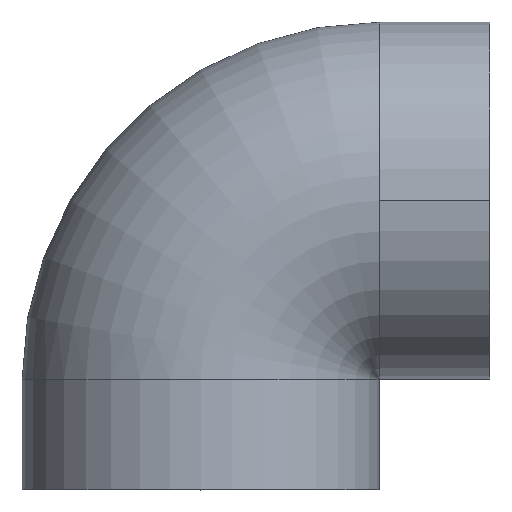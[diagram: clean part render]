
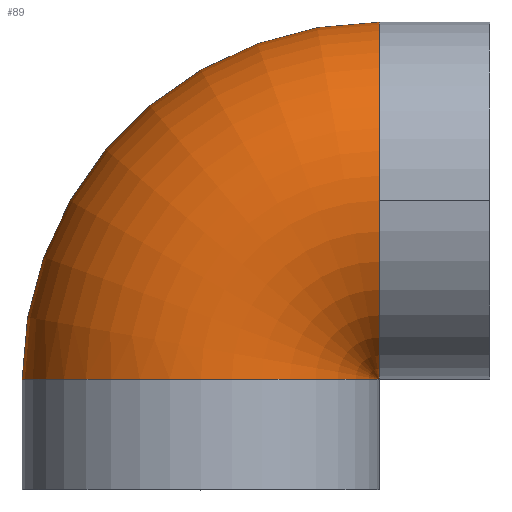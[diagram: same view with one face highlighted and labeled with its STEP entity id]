
A CAD part, top view. The second image highlights one B-rep face of the part: STEP entity #89.
In plain terms, the highlighted toroidal (fillet/blend) face has major radius 32.76 mm and minor radius 32.75 mm.
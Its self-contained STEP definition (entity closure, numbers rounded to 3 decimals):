
#89 = ADVANCED_FACE( '', ( #125 ), #126, .T. );
#125 = FACE_OUTER_BOUND( '', #165, .T. );
#126 = TOROIDAL_SURFACE( '', #166, 32.76, 32.75 );
#165 = EDGE_LOOP( '', ( #279, #280, #281, #282, #283, #284 ) );
#166 = AXIS2_PLACEMENT_3D( '', #285, #286, #287 );
#279 = ORIENTED_EDGE( '', *, *, #308, .T. );
#280 = ORIENTED_EDGE( '', *, *, #345, .F. );
#281 = ORIENTED_EDGE( '', *, *, #312, .T. );
#282 = ORIENTED_EDGE( '', *, *, #346, .F. );
#283 = ORIENTED_EDGE( '', *, *, #341, .T. );
#284 = ORIENTED_EDGE( '', *, *, #344, .T. );
#285 = CARTESIAN_POINT( '', ( 32.76, -4.8, 0. ) );
#286 = DIRECTION( '', ( 0., 0., 1. ) );
#287 = DIRECTION( '', ( 1., 0., 0. ) );
#308 = EDGE_CURVE( '', #348, #349, #350, .T. );
#312 = EDGE_CURVE( '', #357, #355, #358, .T. );
#341 = EDGE_CURVE( '', #406, #404, #407, .T. );
#344 = EDGE_CURVE( '', #404, #348, #410, .T. );
#345 = EDGE_CURVE( '', #357, #349, #411, .T. );
#346 = EDGE_CURVE( '', #406, #355, #412, .T. );
#348 = VERTEX_POINT( '', #414 );
#349 = VERTEX_POINT( '', #415 );
#350 = CIRCLE( '', #416, 65.51 );
#355 = VERTEX_POINT( '', #489 );
#357 = VERTEX_POINT( '', #491 );
#358 = CIRCLE( '', #492, 0.01 );
#404 = VERTEX_POINT( '', #806 );
#406 = VERTEX_POINT( '', #808 );
#407 = B_SPLINE_CURVE_WITH_KNOTS( '', 3, ( #809, #810, #811, #812 ), .UNSPECIFIED., .F., .F., ( 4, 4 ), ( -0.01, 0. ), .UNSPECIFIED. );
#410 = B_SPLINE_CURVE_WITH_KNOTS( '', 3, ( #815, #816, #817, #818, #819, #820, #821, #822, #823, #824, #825, #826, #827, #828, #829, #830, #831, #832, #833, #834, #835, #836, #837, #838, #839, #840, #841, #842, #843, #844, #845, #846, #847, #848, #849, #850, #851, #852, #853, #854, #855, #856, #857, #858, #859, #860, #861, #862, #863, #864, #865, #866, #867, #868, #869, #870, #871, #872, #873, #874, #875, #876, #877, #878, #879, #880 ), .UNSPECIFIED., .F., .F., ( 4, 2, 2, 2, 2, 2, 2, 2, 2, 2, 2, 2, 2, 2, 2, 2, 2, 2, 2, 2, 2, 2, 2, 2, 2, 2, 2, 2, 2, 2, 2, 2, 4 ), ( 48.51, 51.522, 54.553, 57.584, 60.616, 63.647, 66.678, 69.71, 72.741, 75.772, 78.804, 81.835, 84.866, 87.898, 90.929, 93.96, 96.992, 100.023, 103.054, 106.086, 109.117, 112.148, 115.18, 118.211, 121.243, 124.274, 127.305, 130.337, 133.368, 136.399, 139.431, 142.462, 145.473 ), .UNSPECIFIED. );
#411 = CIRCLE( '', #881, 32.75 );
#412 = CIRCLE( '', #882, 32.75 );
#414 = CARTESIAN_POINT( '', ( 32.75, 60.71, 0. ) );
#415 = CARTESIAN_POINT( '', ( -32.75, -4.8, 0. ) );
#416 = AXIS2_PLACEMENT_3D( '', #884, #885, #886 );
#489 = CARTESIAN_POINT( '', ( 32.76, -4.79, 0. ) );
#491 = CARTESIAN_POINT( '', ( 32.75, -4.8, 0. ) );
#492 = AXIS2_PLACEMENT_3D( '', #890, #891, #892 );
#806 = CARTESIAN_POINT( '', ( 32.75, 27.98, 32.75 ) );
#808 = CARTESIAN_POINT( '', ( 32.76, 27.98, 32.75 ) );
#809 = CARTESIAN_POINT( '', ( 32.76, 27.98, 32.75 ) );
#810 = CARTESIAN_POINT( '', ( 32.757, 27.98, 32.75 ) );
#811 = CARTESIAN_POINT( '', ( 32.753, 27.98, 32.75 ) );
#812 = CARTESIAN_POINT( '', ( 32.75, 27.98, 32.75 ) );
#815 = CARTESIAN_POINT( '', ( 32.75, 27.98, 32.75 ) );
#816 = CARTESIAN_POINT( '', ( 32.75, 28.984, 32.749 ) );
#817 = CARTESIAN_POINT( '', ( 32.75, 30.035, 32.702 ) );
#818 = CARTESIAN_POINT( '', ( 32.75, 32.177, 32.495 ) );
#819 = CARTESIAN_POINT( '', ( 32.75, 33.269, 32.336 ) );
#820 = CARTESIAN_POINT( '', ( 32.75, 35.43, 31.906 ) );
#821 = CARTESIAN_POINT( '', ( 32.75, 36.5, 31.635 ) );
#822 = CARTESIAN_POINT( '', ( 32.75, 38.564, 31.004 ) );
#823 = CARTESIAN_POINT( '', ( 32.75, 39.559, 30.644 ) );
#824 = CARTESIAN_POINT( '', ( 32.75, 41.426, 29.87 ) );
#825 = CARTESIAN_POINT( '', ( 32.75, 42.385, 29.422 ) );
#826 = CARTESIAN_POINT( '', ( 32.75, 44.291, 28.408 ) );
#827 = CARTESIAN_POINT( '', ( 32.75, 45.239, 27.843 ) );
#828 = CARTESIAN_POINT( '', ( 32.75, 47.071, 26.619 ) );
#829 = CARTESIAN_POINT( '', ( 32.75, 47.956, 25.959 ) );
#830 = CARTESIAN_POINT( '', ( 32.75, 49.622, 24.586 ) );
#831 = CARTESIAN_POINT( '', ( 32.75, 50.403, 23.872 ) );
#832 = CARTESIAN_POINT( '', ( 32.75, 51.832, 22.443 ) );
#833 = CARTESIAN_POINT( '', ( 32.75, 52.546, 21.662 ) );
#834 = CARTESIAN_POINT( '', ( 32.75, 53.919, 19.996 ) );
#835 = CARTESIAN_POINT( '', ( 32.75, 54.579, 19.111 ) );
#836 = CARTESIAN_POINT( '', ( 32.75, 55.803, 17.279 ) );
#837 = CARTESIAN_POINT( '', ( 32.75, 56.368, 16.331 ) );
#838 = CARTESIAN_POINT( '', ( 32.75, 57.382, 14.425 ) );
#839 = CARTESIAN_POINT( '', ( 32.75, 57.83, 13.466 ) );
#840 = CARTESIAN_POINT( '', ( 32.75, 58.604, 11.599 ) );
#841 = CARTESIAN_POINT( '', ( 32.75, 58.964, 10.604 ) );
#842 = CARTESIAN_POINT( '', ( 32.75, 59.595, 8.54 ) );
#843 = CARTESIAN_POINT( '', ( 32.75, 59.866, 7.47 ) );
#844 = CARTESIAN_POINT( '', ( 32.75, 60.296, 5.309 ) );
#845 = CARTESIAN_POINT( '', ( 32.75, 60.455, 4.217 ) );
#846 = CARTESIAN_POINT( '', ( 32.75, 60.662, 2.068 ) );
#847 = CARTESIAN_POINT( '', ( 32.75, 60.71, 1.01 ) );
#848 = CARTESIAN_POINT( '', ( 32.75, 60.71, -1.01 ) );
#849 = CARTESIAN_POINT( '', ( 32.75, 60.662, -2.068 ) );
#850 = CARTESIAN_POINT( '', ( 32.75, 60.455, -4.217 ) );
#851 = CARTESIAN_POINT( '', ( 32.75, 60.296, -5.309 ) );
#852 = CARTESIAN_POINT( '', ( 32.75, 59.866, -7.47 ) );
#853 = CARTESIAN_POINT( '', ( 32.75, 59.595, -8.54 ) );
#854 = CARTESIAN_POINT( '', ( 32.75, 58.964, -10.604 ) );
#855 = CARTESIAN_POINT( '', ( 32.75, 58.604, -11.599 ) );
#856 = CARTESIAN_POINT( '', ( 32.75, 57.83, -13.466 ) );
#857 = CARTESIAN_POINT( '', ( 32.75, 57.382, -14.425 ) );
#858 = CARTESIAN_POINT( '', ( 32.75, 56.368, -16.331 ) );
#859 = CARTESIAN_POINT( '', ( 32.75, 55.803, -17.279 ) );
#860 = CARTESIAN_POINT( '', ( 32.75, 54.579, -19.111 ) );
#861 = CARTESIAN_POINT( '', ( 32.75, 53.919, -19.996 ) );
#862 = CARTESIAN_POINT( '', ( 32.75, 52.546, -21.662 ) );
#863 = CARTESIAN_POINT( '', ( 32.75, 51.832, -22.443 ) );
#864 = CARTESIAN_POINT( '', ( 32.75, 50.403, -23.872 ) );
#865 = CARTESIAN_POINT( '', ( 32.75, 49.622, -24.586 ) );
#866 = CARTESIAN_POINT( '', ( 32.75, 47.956, -25.959 ) );
#867 = CARTESIAN_POINT( '', ( 32.75, 47.071, -26.619 ) );
#868 = CARTESIAN_POINT( '', ( 32.75, 45.239, -27.843 ) );
#869 = CARTESIAN_POINT( '', ( 32.75, 44.291, -28.408 ) );
#870 = CARTESIAN_POINT( '', ( 32.75, 42.385, -29.422 ) );
#871 = CARTESIAN_POINT( '', ( 32.75, 41.426, -29.87 ) );
#872 = CARTESIAN_POINT( '', ( 32.75, 39.559, -30.644 ) );
#873 = CARTESIAN_POINT( '', ( 32.75, 38.564, -31.004 ) );
#874 = CARTESIAN_POINT( '', ( 32.75, 36.5, -31.635 ) );
#875 = CARTESIAN_POINT( '', ( 32.75, 35.43, -31.906 ) );
#876 = CARTESIAN_POINT( '', ( 32.75, 33.269, -32.336 ) );
#877 = CARTESIAN_POINT( '', ( 32.75, 32.177, -32.495 ) );
#878 = CARTESIAN_POINT( '', ( 32.75, 30.035, -32.702 ) );
#879 = CARTESIAN_POINT( '', ( 32.75, 28.984, -32.749 ) );
#880 = CARTESIAN_POINT( '', ( 32.75, 27.98, -32.75 ) );
#881 = AXIS2_PLACEMENT_3D( '', #955, #956, #957 );
#882 = AXIS2_PLACEMENT_3D( '', #958, #959, #960 );
#884 = CARTESIAN_POINT( '', ( 32.76, -4.8, 0. ) );
#885 = DIRECTION( '', ( 0., 0., 1. ) );
#886 = DIRECTION( '', ( 1., 0., 0. ) );
#890 = CARTESIAN_POINT( '', ( 32.76, -4.8, 0. ) );
#891 = DIRECTION( '', ( 0., 0., -1. ) );
#892 = DIRECTION( '', ( 1., 0., 0. ) );
#955 = CARTESIAN_POINT( '', ( 0., -4.8, 0. ) );
#956 = DIRECTION( '', ( 0., -1., 0. ) );
#957 = DIRECTION( '', ( 1., 0., 0. ) );
#958 = CARTESIAN_POINT( '', ( 32.76, 27.96, 0. ) );
#959 = DIRECTION( '', ( 1., 0., 0. ) );
#960 = DIRECTION( '', ( 0., -1., 0. ) );
